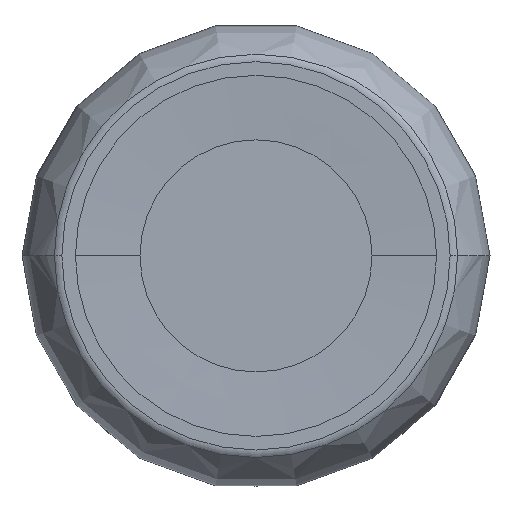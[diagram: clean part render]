
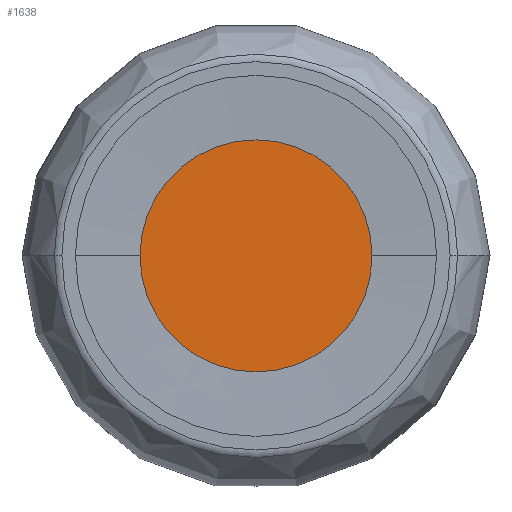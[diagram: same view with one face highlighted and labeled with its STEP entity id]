
A CAD part, front view. The second image highlights one B-rep face of the part: STEP entity #1638.
In plain terms, the highlighted planar face has unit normal (0, -1, 0).
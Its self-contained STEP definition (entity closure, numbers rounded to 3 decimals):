
#460=CARTESIAN_POINT('',(0.,0.5,0.));
#461=DIRECTION('',(0.,-1.,0.));
#462=DIRECTION('',(1.,0.,0.));
#463=AXIS2_PLACEMENT_3D('',#460,#461,#462);
#473=CARTESIAN_POINT('',(0.,0.5,0.));
#474=DIRECTION('',(0.,1.,0.));
#475=DIRECTION('',(1.,0.,0.));
#476=AXIS2_PLACEMENT_3D('',#473,#474,#475);
#609=CARTESIAN_POINT('',(19.82,0.5,0.));
#611=VERTEX_POINT('',#609);
#629=CARTESIAN_POINT('',(-19.82,0.5,0.));
#631=VERTEX_POINT('',#629);
#1629=CARTESIAN_POINT('',(0.,0.5,0.));
#1630=DIRECTION('',(0.,-1.,0.));
#1631=DIRECTION('',(-1.,0.,0.));
#1632=AXIS2_PLACEMENT_3D('',#1629,#1630,#1631);
#1633=PLANE('',#1632);
#1634=ORIENTED_EDGE('',*,*,#1624,.T.);
#1635=ORIENTED_EDGE('',*,*,#1608,.F.);
#1636=EDGE_LOOP('',(#1634,#1635));
#1637=FACE_OUTER_BOUND('',#1636,.F.);
#464=CIRCLE('',#463,19.82);
#477=CIRCLE('',#476,19.82);
#1608=EDGE_CURVE('',#611,#631,#464,.T.);
#1624=EDGE_CURVE('',#611,#631,#477,.T.);
#1638=ADVANCED_FACE('',(#1637),#1633,.T.);
